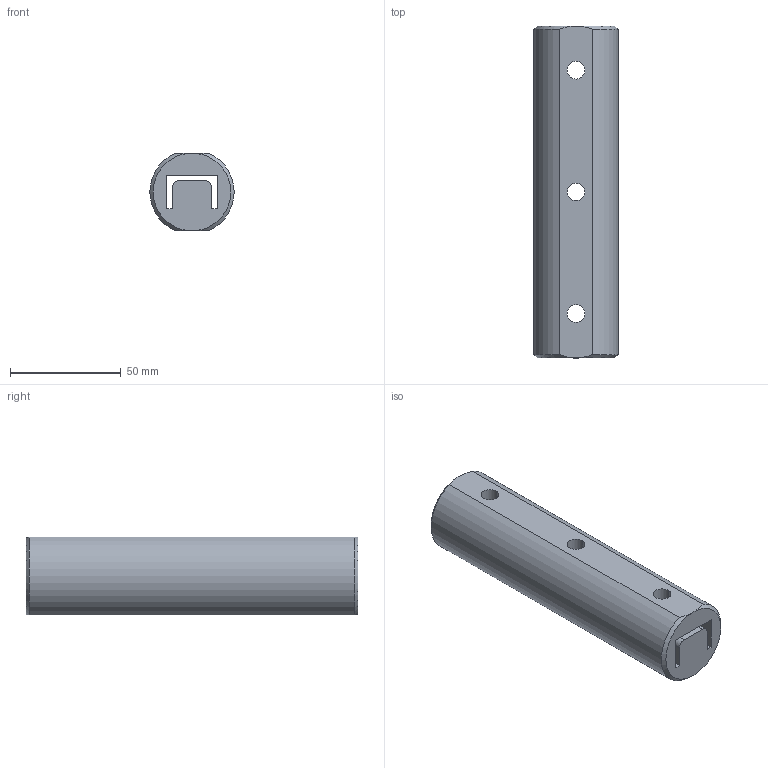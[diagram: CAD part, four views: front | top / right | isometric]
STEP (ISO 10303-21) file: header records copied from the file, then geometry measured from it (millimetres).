
FILE_DESCRIPTION (( 'STEP AP214' ), '1' );
FILE_NAME ('umbrella stand adapter.STEP', '2023-10-29T00:23:44', ( '' ), ( '' ), 'SwSTEP 2.0', 'SolidWorks 2022', '' );
FILE_SCHEMA (( 'AUTOMOTIVE_DESIGN' ));
Length unit declared in the file: millimetre
Products named in the file (1): umbrella stand adapter
Bounding box: 38.1 x 150 x 35.02 mm (x, y, z)
Volume: 138029.4 mm3; surface area: 36790.1 mm2
Topology: 1 solids, 1 shells, 35 faces, 108 edges, 72 vertices
Faces by surface type: cylinder 16, plane 15, cone 4
Entity records: 1300 total; most frequent: CARTESIAN_POINT 276, ORIENTED_EDGE 216, DIRECTION 196, EDGE_CURVE 108, VERTEX_POINT 72, AXIS2_PLACEMENT_3D 72, LINE 52, VECTOR 52
